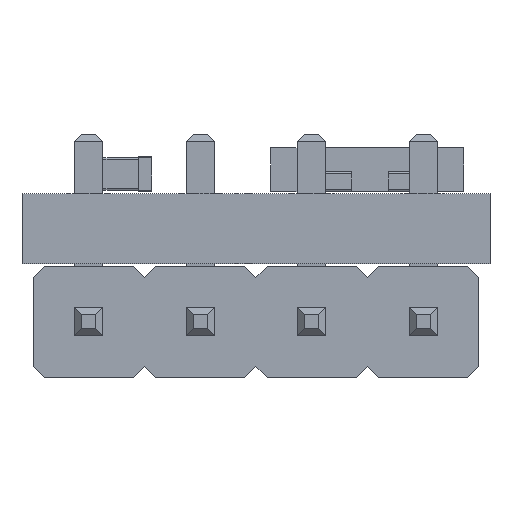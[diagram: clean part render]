
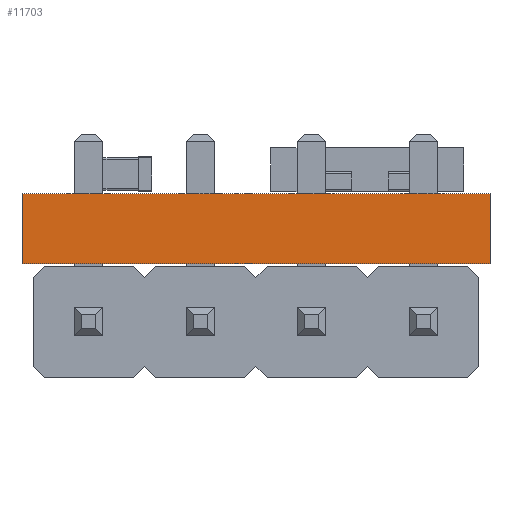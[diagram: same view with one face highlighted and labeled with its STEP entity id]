
A CAD part, front view. The second image highlights one B-rep face of the part: STEP entity #11703.
In plain terms, the highlighted planar face has unit normal (0, -1, 0).
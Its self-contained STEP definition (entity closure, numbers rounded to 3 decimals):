
#11703 = ADVANCED_FACE('',(#11704),#11718,.T.);
#11704 = FACE_BOUND('',#11705,.T.);
#11705 = EDGE_LOOP('',(#11706,#11741,#11769,#11797));
#11706 = ORIENTED_EDGE('',*,*,#11707,.T.);
#11707 = EDGE_CURVE('',#11708,#11710,#11712,.T.);
#11708 = VERTEX_POINT('',#11709);
#11709 = CARTESIAN_POINT('',(-24.814,27.098,0.));
#11710 = VERTEX_POINT('',#11711);
#11711 = CARTESIAN_POINT('',(-24.814,27.098,1.6));
#11712 = SURFACE_CURVE('',#11713,(#11717,#11729),.PCURVE_S1.);
#11713 = LINE('',#11714,#11715);
#11714 = CARTESIAN_POINT('',(-24.814,27.098,0.));
#11715 = VECTOR('',#11716,1.);
#11716 = DIRECTION('',(0.,0.,1.));
#11717 = PCURVE('',#11718,#11723);
#11718 = PLANE('',#11719);
#11719 = AXIS2_PLACEMENT_3D('',#11720,#11721,#11722);
#11720 = CARTESIAN_POINT('',(-24.814,27.098,0.));
#11721 = DIRECTION('',(0.,-1.,0.));
#11722 = DIRECTION('',(-1.,0.,0.));
#11723 = DEFINITIONAL_REPRESENTATION('',(#11724),#11728);
#11724 = LINE('',#11725,#11726);
#11725 = CARTESIAN_POINT('',(0.,-0.));
#11726 = VECTOR('',#11727,1.);
#11727 = DIRECTION('',(0.,-1.));
#11728 = ( GEOMETRIC_REPRESENTATION_CONTEXT(2) 
PARAMETRIC_REPRESENTATION_CONTEXT() REPRESENTATION_CONTEXT('2D SPACE',''
  ) );
#11729 = PCURVE('',#11730,#11735);
#11730 = PLANE('',#11731);
#11731 = AXIS2_PLACEMENT_3D('',#11732,#11733,#11734);
#11732 = CARTESIAN_POINT('',(-24.814,40.818,0.));
#11733 = DIRECTION('',(1.,0.,-0.));
#11734 = DIRECTION('',(0.,-1.,0.));
#11735 = DEFINITIONAL_REPRESENTATION('',(#11736),#11740);
#11736 = LINE('',#11737,#11738);
#11737 = CARTESIAN_POINT('',(13.72,0.));
#11738 = VECTOR('',#11739,1.);
#11739 = DIRECTION('',(0.,-1.));
#11740 = ( GEOMETRIC_REPRESENTATION_CONTEXT(2) 
PARAMETRIC_REPRESENTATION_CONTEXT() REPRESENTATION_CONTEXT('2D SPACE',''
  ) );
#11741 = ORIENTED_EDGE('',*,*,#11742,.T.);
#11742 = EDGE_CURVE('',#11710,#11743,#11745,.T.);
#11743 = VERTEX_POINT('',#11744);
#11744 = CARTESIAN_POINT('',(-35.484,27.098,1.6));
#11745 = SURFACE_CURVE('',#11746,(#11750,#11757),.PCURVE_S1.);
#11746 = LINE('',#11747,#11748);
#11747 = CARTESIAN_POINT('',(-24.814,27.098,1.6));
#11748 = VECTOR('',#11749,1.);
#11749 = DIRECTION('',(-1.,0.,0.));
#11750 = PCURVE('',#11718,#11751);
#11751 = DEFINITIONAL_REPRESENTATION('',(#11752),#11756);
#11752 = LINE('',#11753,#11754);
#11753 = CARTESIAN_POINT('',(0.,-1.6));
#11754 = VECTOR('',#11755,1.);
#11755 = DIRECTION('',(1.,0.));
#11756 = ( GEOMETRIC_REPRESENTATION_CONTEXT(2) 
PARAMETRIC_REPRESENTATION_CONTEXT() REPRESENTATION_CONTEXT('2D SPACE',''
  ) );
#11757 = PCURVE('',#11758,#11763);
#11758 = PLANE('',#11759);
#11759 = AXIS2_PLACEMENT_3D('',#11760,#11761,#11762);
#11760 = CARTESIAN_POINT('',(-30.149,33.958,1.6));
#11761 = DIRECTION('',(-0.,-0.,-1.));
#11762 = DIRECTION('',(-1.,0.,0.));
#11763 = DEFINITIONAL_REPRESENTATION('',(#11764),#11768);
#11764 = LINE('',#11765,#11766);
#11765 = CARTESIAN_POINT('',(-5.335,-6.86));
#11766 = VECTOR('',#11767,1.);
#11767 = DIRECTION('',(1.,0.));
#11768 = ( GEOMETRIC_REPRESENTATION_CONTEXT(2) 
PARAMETRIC_REPRESENTATION_CONTEXT() REPRESENTATION_CONTEXT('2D SPACE',''
  ) );
#11769 = ORIENTED_EDGE('',*,*,#11770,.F.);
#11770 = EDGE_CURVE('',#11771,#11743,#11773,.T.);
#11771 = VERTEX_POINT('',#11772);
#11772 = CARTESIAN_POINT('',(-35.484,27.098,0.));
#11773 = SURFACE_CURVE('',#11774,(#11778,#11785),.PCURVE_S1.);
#11774 = LINE('',#11775,#11776);
#11775 = CARTESIAN_POINT('',(-35.484,27.098,0.));
#11776 = VECTOR('',#11777,1.);
#11777 = DIRECTION('',(0.,0.,1.));
#11778 = PCURVE('',#11718,#11779);
#11779 = DEFINITIONAL_REPRESENTATION('',(#11780),#11784);
#11780 = LINE('',#11781,#11782);
#11781 = CARTESIAN_POINT('',(10.67,0.));
#11782 = VECTOR('',#11783,1.);
#11783 = DIRECTION('',(0.,-1.));
#11784 = ( GEOMETRIC_REPRESENTATION_CONTEXT(2) 
PARAMETRIC_REPRESENTATION_CONTEXT() REPRESENTATION_CONTEXT('2D SPACE',''
  ) );
#11785 = PCURVE('',#11786,#11791);
#11786 = PLANE('',#11787);
#11787 = AXIS2_PLACEMENT_3D('',#11788,#11789,#11790);
#11788 = CARTESIAN_POINT('',(-35.484,27.098,0.));
#11789 = DIRECTION('',(-1.,0.,0.));
#11790 = DIRECTION('',(0.,1.,0.));
#11791 = DEFINITIONAL_REPRESENTATION('',(#11792),#11796);
#11792 = LINE('',#11793,#11794);
#11793 = CARTESIAN_POINT('',(0.,0.));
#11794 = VECTOR('',#11795,1.);
#11795 = DIRECTION('',(0.,-1.));
#11796 = ( GEOMETRIC_REPRESENTATION_CONTEXT(2) 
PARAMETRIC_REPRESENTATION_CONTEXT() REPRESENTATION_CONTEXT('2D SPACE',''
  ) );
#11797 = ORIENTED_EDGE('',*,*,#11798,.F.);
#11798 = EDGE_CURVE('',#11708,#11771,#11799,.T.);
#11799 = SURFACE_CURVE('',#11800,(#11804,#11811),.PCURVE_S1.);
#11800 = LINE('',#11801,#11802);
#11801 = CARTESIAN_POINT('',(-24.814,27.098,0.));
#11802 = VECTOR('',#11803,1.);
#11803 = DIRECTION('',(-1.,0.,0.));
#11804 = PCURVE('',#11718,#11805);
#11805 = DEFINITIONAL_REPRESENTATION('',(#11806),#11810);
#11806 = LINE('',#11807,#11808);
#11807 = CARTESIAN_POINT('',(0.,-0.));
#11808 = VECTOR('',#11809,1.);
#11809 = DIRECTION('',(1.,0.));
#11810 = ( GEOMETRIC_REPRESENTATION_CONTEXT(2) 
PARAMETRIC_REPRESENTATION_CONTEXT() REPRESENTATION_CONTEXT('2D SPACE',''
  ) );
#11811 = PCURVE('',#11812,#11817);
#11812 = PLANE('',#11813);
#11813 = AXIS2_PLACEMENT_3D('',#11814,#11815,#11816);
#11814 = CARTESIAN_POINT('',(-30.149,33.958,0.));
#11815 = DIRECTION('',(-0.,-0.,-1.));
#11816 = DIRECTION('',(-1.,0.,0.));
#11817 = DEFINITIONAL_REPRESENTATION('',(#11818),#11822);
#11818 = LINE('',#11819,#11820);
#11819 = CARTESIAN_POINT('',(-5.335,-6.86));
#11820 = VECTOR('',#11821,1.);
#11821 = DIRECTION('',(1.,0.));
#11822 = ( GEOMETRIC_REPRESENTATION_CONTEXT(2) 
PARAMETRIC_REPRESENTATION_CONTEXT() REPRESENTATION_CONTEXT('2D SPACE',''
  ) );
